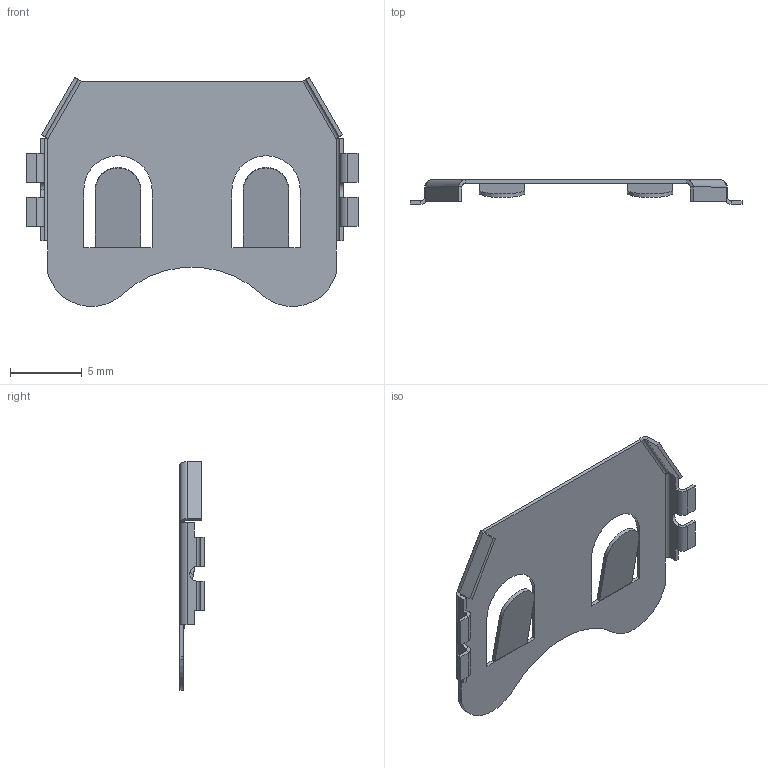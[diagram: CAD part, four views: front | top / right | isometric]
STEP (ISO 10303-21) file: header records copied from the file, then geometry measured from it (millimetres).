
FILE_DESCRIPTION (( 'STEP AP214' ), '1' );
FILE_NAME ('3028.STEP', '2012-03-12T20:45:04', ( 'Richard Maletta' ), ( '' ), 'SwSTEP 2.0', 'SolidWorks 2009', '' );
FILE_SCHEMA (( 'AUTOMOTIVE_DESIGN' ));
Length unit declared in the file: inch
Products named in the file (1): 3028
Bounding box: 23.14 x 1.7 x 15.96 mm (x, y, z)
Volume: 76.4 mm3; surface area: 641.4 mm2
Topology: 1 solids, 1 shells, 136 faces, 319 edges, 186 vertices
Faces by surface type: plane 102, cylinder 34
Entity records: 3819 total; most frequent: DIRECTION 661, CARTESIAN_POINT 642, ORIENTED_EDGE 638, EDGE_CURVE 319, VECTOR 251, LINE 251, AXIS2_PLACEMENT_3D 205, VERTEX_POINT 186
